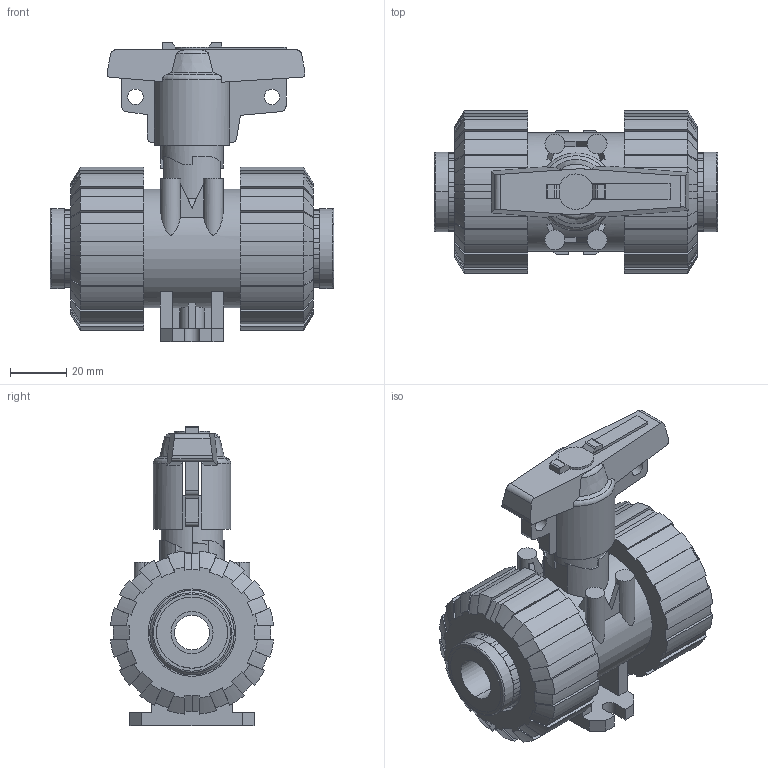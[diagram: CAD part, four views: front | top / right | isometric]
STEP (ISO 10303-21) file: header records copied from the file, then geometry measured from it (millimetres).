
FILE_DESCRIPTION(('STEP AP214'),'1');
FILE_NAME('cctmp_787E6B5F-A7AC-4B2E-BFA2-F18BB48D0962_2021_10_21_07_49_48_0589..stp','2021-10-21T05:49:49',('Praher Valves GmbH'),('CADClick - www.CADClick.com'),'Spatial InterOp 3D',' ','unknown authorization');
FILE_SCHEMA(('AUTOMOTIVE_DESIGN'));
Length unit declared in the file: millimetre
Products named in the file (7): cc_unnamed; 210254_5; 210254_4; 210254_3; 210254_2; 210254_1; 210254
Assembly tree (6 placements, depth 2):
  cc_unnamed
    210254_5
    210254_4
    210254_3
    210254_2
    210254_1
    210254
Bounding box: 100.5 x 57.78 x 106.17 mm (x, y, z)
Volume: 204438.4 mm3; surface area: 64820.2 mm2
Topology: 8 solids, 8 shells, 625 faces, 1724 edges, 1124 vertices
Faces by surface type: plane 315, cone 160, cylinder 138, torus 12
Entity records: 25947 total; most frequent: CARTESIAN_POINT 4981, ORIENTED_EDGE 3448, DIRECTION 3284, EDGE_CURVE 1724, AXIS2_PLACEMENT_3D 1248, VERTEX_POINT 1124, LINE 788, VECTOR 788
